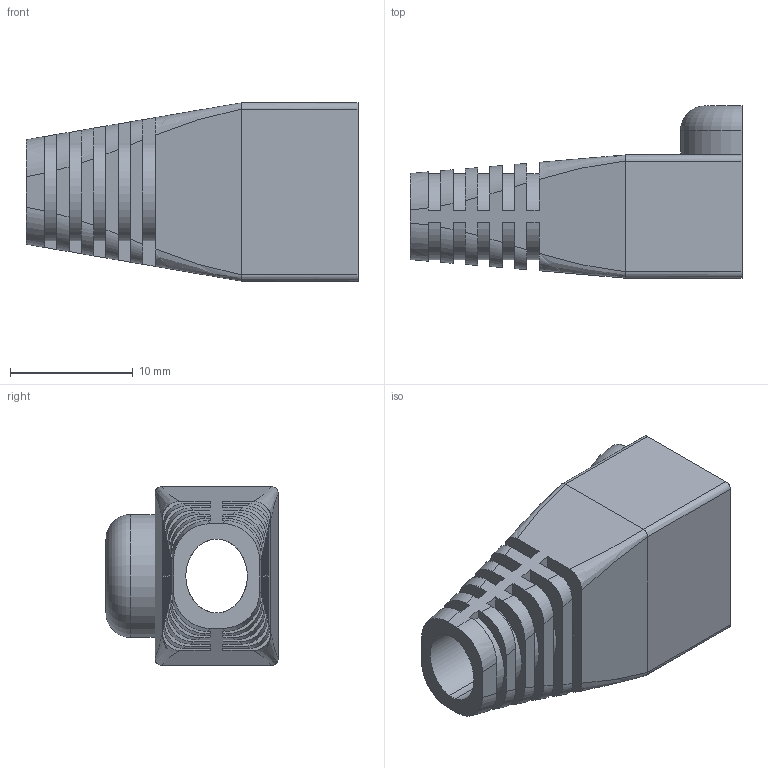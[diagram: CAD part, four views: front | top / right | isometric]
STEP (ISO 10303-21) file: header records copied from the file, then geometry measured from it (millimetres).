
FILE_DESCRIPTION (( 'STEP AP203' ), '1' );
FILE_NAME ('CS4-12 ITK Êîëïà÷îê èçîëèðóþùèé äëÿ ðàçúåìà RJ-45, PVC, ÇÅËÅÍÛÉ.STEP', '2016-08-25T14:10:19', ( '' ), ( '' ), 'SwSTEP 2.0', 'SolidWorks 2014', '' );
FILE_SCHEMA (( 'CONFIG_CONTROL_DESIGN' ));
Length unit declared in the file: millimetre
Products named in the file (2): CS4-12 ITK Êîëïà÷îê èçîëèðóþùèé äëÿ ðàçúåìà RJ-45, PVC, ÇÅËÅÍÛÉ
Bounding box: 27 x 14 x 14.5 mm (x, y, z)
Volume: 1306.6 mm3; surface area: 2462.7 mm2
Topology: 1 solids, 1 shells, 116 faces, 339 edges, 226 vertices
Faces by surface type: plane 69, bspline 40, cylinder 5, torus 2
Entity records: 5446 total; most frequent: CARTESIAN_POINT 2645, ORIENTED_EDGE 678, DIRECTION 375, EDGE_CURVE 339, VERTEX_POINT 226, VECTOR 187, LINE 187, EDGE_LOOP 119
